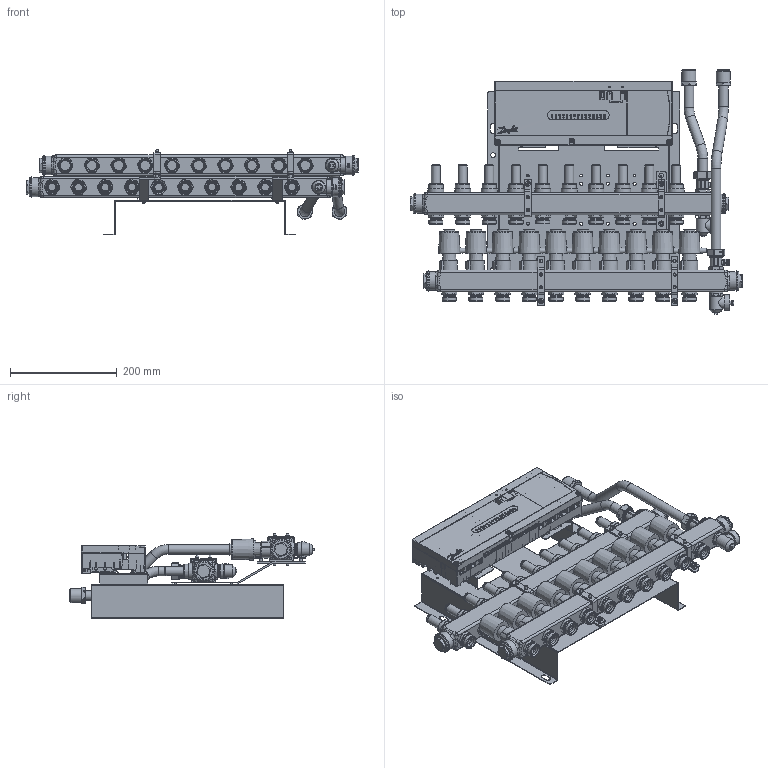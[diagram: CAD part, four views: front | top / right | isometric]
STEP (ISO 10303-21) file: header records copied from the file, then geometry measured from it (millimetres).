
FILE_DESCRIPTION (( 'STEP AP214' ), '1' );
FILE_NAME ('145H1950.STEP', '2024-08-27T07:03:06', ( '' ), ( '' ), 'SwSTEP 2.0', 'SolidWorks 2023', '' );
FILE_SCHEMA (( 'AUTOMOTIVE_DESIGN' ));
Length unit declared in the file: millimetre
Products named in the file (1): 145H1950
Bounding box: 622 x 458.37 x 161 mm (x, y, z)
Surface area: 1018033 mm2 (no closed solid volume)
Topology: 0 solids, 254 shells, 2752 faces, 15530 edges, 12641 vertices
Faces by surface type: plane 1601, cylinder 617, cone 296, bspline 128, torus 102, sphere 8
Full cylindrical faces by diameter (mm): 2 x2, 2.043 x2, 3.3 x2, 4.2 x2, 5 x14, 6 x27, 7 x2, 8.7 x2, 9 x1, 10 x5, 14 x10, 16 x2, 16.6 x10, 18 x6, 18.4 x1, 18.75 x1, 18.755 x15, 21 x10, 22 x22, 23.75 x2, 24 x2, 26 x2, 26.44 x20, 26.441 x2, 26.68 x10, 29 x2, 29.86 x10, 35.2 x4, 35.8 x4
Entity records: 201955 total; most frequent: CARTESIAN_POINT 62146, DIRECTION 19748, ORIENTED_EDGE 19367, EDGE_CURVE 15014, VERTEX_POINT 12562, LINE 9474, VECTOR 9474, AXIS2_PLACEMENT_3D 5137
